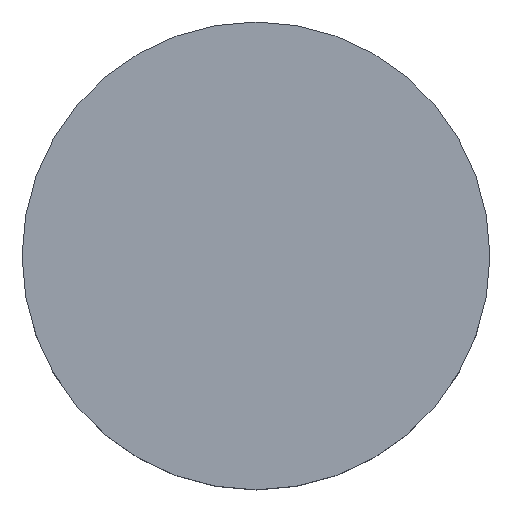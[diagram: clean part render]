
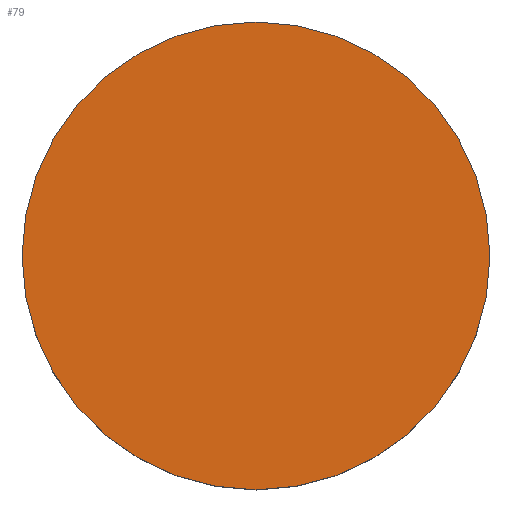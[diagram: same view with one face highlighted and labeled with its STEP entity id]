
A CAD part, top view. The second image highlights one B-rep face of the part: STEP entity #79.
In plain terms, the highlighted planar face has unit normal (0, 0, 1).
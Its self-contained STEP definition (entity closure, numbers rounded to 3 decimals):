
#3 = EDGE_CURVE ( 'NONE', #129, #30, #109, .T. ) ;
#24 = DIRECTION ( 'NONE',  ( 0., 0., 1. ) ) ;
#30 = VERTEX_POINT ( 'NONE', #197 ) ;
#40 = CARTESIAN_POINT ( 'NONE',  ( 0., 0., 3. ) ) ;
#42 = EDGE_CURVE ( 'NONE', #30, #129, #195, .T. ) ;
#53 = CARTESIAN_POINT ( 'NONE',  ( 0., 0., 3. ) ) ;
#60 = AXIS2_PLACEMENT_3D ( 'NONE', #53, #199, #103 ) ;
#68 = ORIENTED_EDGE ( 'NONE', *, *, #3, .F. ) ;
#69 = AXIS2_PLACEMENT_3D ( 'NONE', #124, #24, #157 ) ;
#75 = DIRECTION ( 'NONE',  ( 0., -1., 0. ) ) ;
#76 = DIRECTION ( 'NONE',  ( 0., 0., -1. ) ) ;
#79 = ADVANCED_FACE ( 'NONE', ( #196 ), #89, .T. ) ;
#89 = PLANE ( 'NONE',  #69 ) ;
#96 = AXIS2_PLACEMENT_3D ( 'NONE', #40, #76, #75 ) ;
#103 = DIRECTION ( 'NONE',  ( 0., -1., 0. ) ) ;
#109 = CIRCLE ( 'NONE', #60, 6.35 ) ;
#124 = CARTESIAN_POINT ( 'NONE',  ( 0., 13.158, 3. ) ) ;
#129 = VERTEX_POINT ( 'NONE', #136 ) ;
#136 = CARTESIAN_POINT ( 'NONE',  ( 0., 6.35, 3. ) ) ;
#150 = ORIENTED_EDGE ( 'NONE', *, *, #42, .F. ) ;
#157 = DIRECTION ( 'NONE',  ( 1., 0., 0. ) ) ;
#170 = EDGE_LOOP ( 'NONE', ( #150, #68 ) ) ;
#195 = CIRCLE ( 'NONE', #96, 6.35 ) ;
#196 = FACE_OUTER_BOUND ( 'NONE', #170, .T. ) ;
#197 = CARTESIAN_POINT ( 'NONE',  ( 0., -6.35, 3. ) ) ;
#199 = DIRECTION ( 'NONE',  ( 0., 0., -1. ) ) ;
